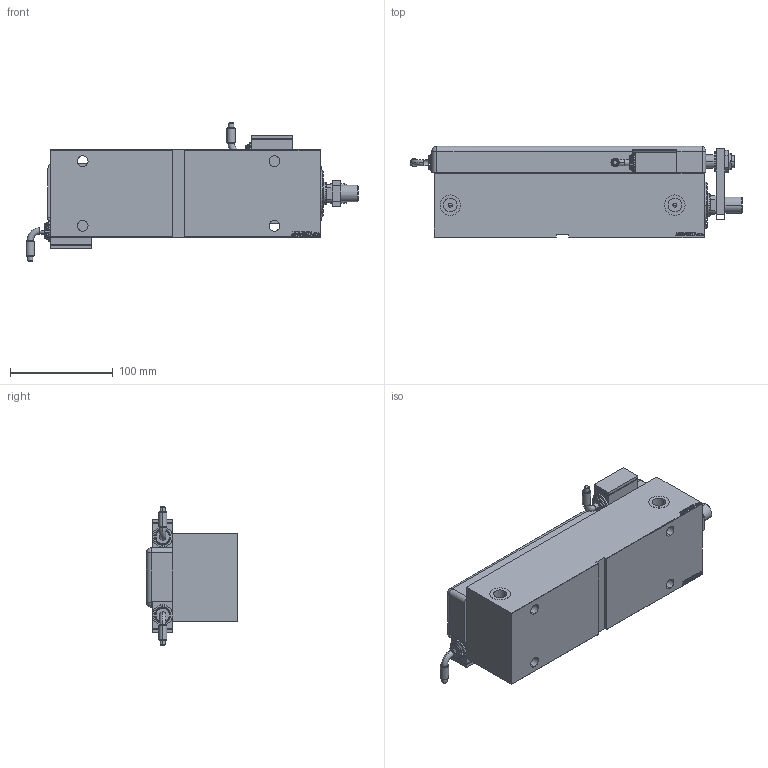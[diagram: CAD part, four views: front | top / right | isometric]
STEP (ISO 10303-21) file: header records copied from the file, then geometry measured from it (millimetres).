
FILE_DESCRIPTION (( 'STEP AP203' ), '1' );
FILE_NAME ('8739.STEP', '2024-02-11T09:30:00', ( '' ), ( '' ), 'SwSTEP 2.0', 'SolidWorks 2019', '' );
FILE_SCHEMA (( 'CONFIG_CONTROL_DESIGN' ));
Length unit declared in the file: millimetre
Products named in the file (14): V450CM_E_Body 049ae98dd07b5dc3132094b92dafb508; ZARAZKA_Q 049ae98dd07b5dc3132094b92dafb508; NUT_D19 049ae98dd07b5dc3132094b92dafb508; V450CM_MALE_METRIC 049ae98dd07b5dc3132094b92dafb508; SWITCH_Q_FRONT_BACK 049ae98dd07b5dc3132094b92dafb508; TYC 049ae98dd07b5dc3132094b92dafb508; V450CM_VC_B 049ae98dd07b5dc3132094b92dafb508; SWITCH Q 049ae98dd07b5dc3132094b92dafb508; NUT_D13 049ae98dd07b5dc3132094b92dafb508; V450CM_E_VCP 049ae98dd07b5dc3132094b92dafb508; KRYT 049ae98dd07b5dc3132094b92dafb508; MAGNETIC SWITCH Q 049ae98dd07b5dc3132094b92dafb508; SWITCH DIM A_G 049ae98dd07b5dc3132094b92dafb508; 8739
Assembly tree (14 placements, depth 3):
  8739
    V450CM_E_Body 049ae98dd07b5dc3132094b92dafb508
    V450CM_E_VCP 049ae98dd07b5dc3132094b92dafb508
    V450CM_VC_B 049ae98dd07b5dc3132094b92dafb508
    V450CM_MALE_METRIC 049ae98dd07b5dc3132094b92dafb508
    MAGNETIC SWITCH Q 049ae98dd07b5dc3132094b92dafb508
      SWITCH_Q_FRONT_BACK 049ae98dd07b5dc3132094b92dafb508
      TYC 049ae98dd07b5dc3132094b92dafb508
      ZARAZKA_Q 049ae98dd07b5dc3132094b92dafb508
      SWITCH DIM A_G 049ae98dd07b5dc3132094b92dafb508
      NUT_D19 049ae98dd07b5dc3132094b92dafb508
      NUT_D13 049ae98dd07b5dc3132094b92dafb508
      KRYT 049ae98dd07b5dc3132094b92dafb508
      SWITCH Q 049ae98dd07b5dc3132094b92dafb508  x2
Bounding box: 323.76 x 88.8 x 135.01 mm (x, y, z)
Volume: 1320866 mm3; surface area: 256715.7 mm2
Topology: 9 solids, 16 shells, 1257 faces, 3238 edges, 2133 vertices
Faces by surface type: plane 616, bspline 473, cylinder 109, cone 35, torus 22, sphere 2
Entity records: 60981 total; most frequent: CARTESIAN_POINT 32814, ORIENTED_EDGE 6228, DIRECTION 3968, EDGE_CURVE 3114, VERTEX_POINT 2056, LINE 1854, VECTOR 1854, EDGE_LOOP 1400
